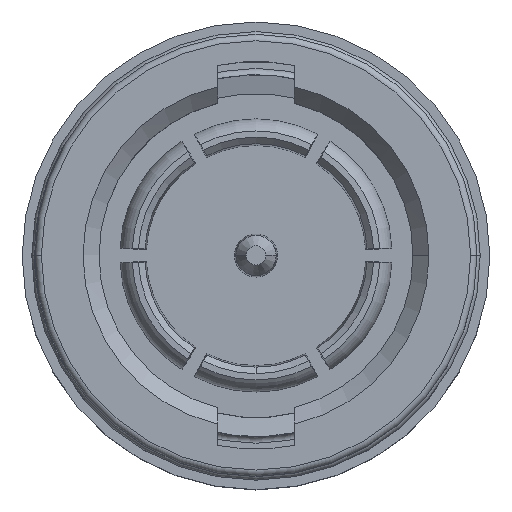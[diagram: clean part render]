
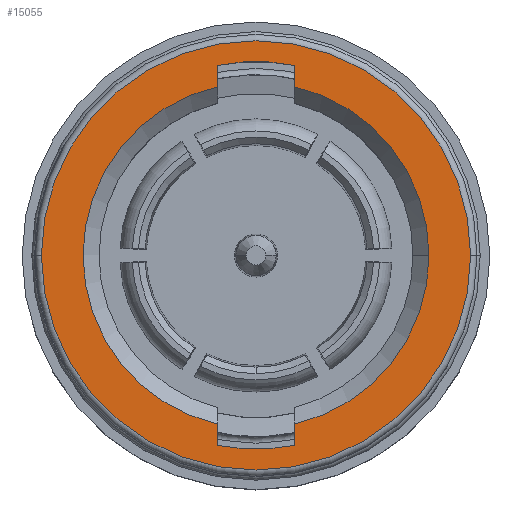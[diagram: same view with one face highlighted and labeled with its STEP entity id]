
A CAD part, top view. The second image highlights one B-rep face of the part: STEP entity #15055.
In plain terms, the highlighted planar face has unit normal (0, 0, 1).
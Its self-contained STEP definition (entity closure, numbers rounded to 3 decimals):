
#48 = CARTESIAN_POINT ( 'NONE',  ( 1.2, -5.93, 0.85 ) ) ;
#269 = CARTESIAN_POINT ( 'NONE',  ( -1.2, 5.265, 0.85 ) ) ;
#558 = EDGE_LOOP ( 'NONE', ( #14417, #5143 ) ) ;
#582 = VERTEX_POINT ( 'NONE', #3317 ) ;
#756 = VECTOR ( 'NONE', #2213, 1000. ) ;
#881 = VERTEX_POINT ( 'NONE', #9104 ) ;
#997 = EDGE_CURVE ( 'NONE', #9722, #8653, #13307, .T. ) ;
#1080 = VERTEX_POINT ( 'NONE', #14912 ) ;
#1324 = EDGE_LOOP ( 'NONE', ( #7825, #11160, #5124, #2405, #14398, #10782, #4942, #1819, #11507 ) ) ;
#1473 = DIRECTION ( 'NONE',  ( 0., 0., -1. ) ) ;
#1605 = EDGE_CURVE ( 'NONE', #582, #7080, #8088, .T. ) ;
#1819 = ORIENTED_EDGE ( 'NONE', *, *, #7883, .F. ) ;
#1848 = AXIS2_PLACEMENT_3D ( 'NONE', #13144, #5768, #14372 ) ;
#2156 = AXIS2_PLACEMENT_3D ( 'NONE', #2552, #11111, #3782 ) ;
#2213 = DIRECTION ( 'NONE',  ( 0., 1., 0. ) ) ;
#2405 = ORIENTED_EDGE ( 'NONE', *, *, #8805, .F. ) ;
#2431 = CARTESIAN_POINT ( 'NONE',  ( -1.2, 4.751, 0.85 ) ) ;
#2552 = CARTESIAN_POINT ( 'NONE',  ( 0., 0., 0.85 ) ) ;
#2761 = CARTESIAN_POINT ( 'NONE',  ( -1.2, -4.751, 0.85 ) ) ;
#2917 = CIRCLE ( 'NONE', #10287, 6.05 ) ;
#3078 = VERTEX_POINT ( 'NONE', #3901 ) ;
#3237 = CARTESIAN_POINT ( 'NONE',  ( 0., 0., 0.85 ) ) ;
#3317 = CARTESIAN_POINT ( 'NONE',  ( 5.4, 0., 0.85 ) ) ;
#3439 = CARTESIAN_POINT ( 'NONE',  ( -6.7, 0., 0.85 ) ) ;
#3766 = DIRECTION ( 'NONE',  ( 0., 0., 1. ) ) ;
#3782 = DIRECTION ( 'NONE',  ( -1., 0., 0. ) ) ;
#3901 = CARTESIAN_POINT ( 'NONE',  ( 1.2, -5.265, 0.85 ) ) ;
#4455 = DIRECTION ( 'NONE',  ( 1., 0., 0. ) ) ;
#4489 = EDGE_CURVE ( 'NONE', #1080, #7639, #14654, .T. ) ;
#4931 = DIRECTION ( 'NONE',  ( 0., 0., 1. ) ) ;
#4942 = ORIENTED_EDGE ( 'NONE', *, *, #7675, .F. ) ;
#5124 = ORIENTED_EDGE ( 'NONE', *, *, #1605, .F. ) ;
#5143 = ORIENTED_EDGE ( 'NONE', *, *, #997, .T. ) ;
#5383 = LINE ( 'NONE', #2761, #15232 ) ;
#5768 = DIRECTION ( 'NONE',  ( 0., 0., 1. ) ) ;
#5822 = LINE ( 'NONE', #7204, #11988 ) ;
#6119 = CIRCLE ( 'NONE', #2156, 6.7 ) ;
#6336 = CARTESIAN_POINT ( 'NONE',  ( -1.2, -5.93, 0.85 ) ) ;
#6410 = DIRECTION ( 'NONE',  ( 0., 0., 1. ) ) ;
#6705 = CARTESIAN_POINT ( 'NONE',  ( 6.7, 0., 0.85 ) ) ;
#6829 = EDGE_CURVE ( 'NONE', #11339, #13371, #2917, .T. ) ;
#7080 = VERTEX_POINT ( 'NONE', #12711 ) ;
#7204 = CARTESIAN_POINT ( 'NONE',  ( 1.2, -4.751, 0.85 ) ) ;
#7545 = PLANE ( 'NONE',  #7582 ) ;
#7582 = AXIS2_PLACEMENT_3D ( 'NONE', #8821, #1473, #10066 ) ;
#7639 = VERTEX_POINT ( 'NONE', #269 ) ;
#7675 = EDGE_CURVE ( 'NONE', #881, #11339, #5383, .T. ) ;
#7759 = AXIS2_PLACEMENT_3D ( 'NONE', #12445, #12459, #12498 ) ;
#7793 = AXIS2_PLACEMENT_3D ( 'NONE', #11088, #3766, #12346 ) ;
#7825 = ORIENTED_EDGE ( 'NONE', *, *, #8294, .F. ) ;
#7883 = EDGE_CURVE ( 'NONE', #7639, #881, #12882, .T. ) ;
#7957 = CIRCLE ( 'NONE', #14611, 5.4 ) ;
#7959 = CARTESIAN_POINT ( 'NONE',  ( 1.2, 5.93, 0.85 ) ) ;
#8088 = CIRCLE ( 'NONE', #8296, 5.4 ) ;
#8294 = EDGE_CURVE ( 'NONE', #10593, #1080, #11812, .T. ) ;
#8296 = AXIS2_PLACEMENT_3D ( 'NONE', #3237, #11803, #4455 ) ;
#8653 = VERTEX_POINT ( 'NONE', #3439 ) ;
#8805 = EDGE_CURVE ( 'NONE', #3078, #582, #7957, .T. ) ;
#8821 = CARTESIAN_POINT ( 'NONE',  ( 0., 0., 0.85 ) ) ;
#9104 = CARTESIAN_POINT ( 'NONE',  ( -1.2, -5.265, 0.85 ) ) ;
#9722 = VERTEX_POINT ( 'NONE', #6705 ) ;
#9831 = EDGE_CURVE ( 'NONE', #7080, #10593, #13439, .T. ) ;
#10066 = DIRECTION ( 'NONE',  ( -1., 0., 0. ) ) ;
#10287 = AXIS2_PLACEMENT_3D ( 'NONE', #12310, #4931, #13543 ) ;
#10549 = EDGE_CURVE ( 'NONE', #8653, #9722, #6119, .T. ) ;
#10593 = VERTEX_POINT ( 'NONE', #7959 ) ;
#10782 = ORIENTED_EDGE ( 'NONE', *, *, #6829, .F. ) ;
#10968 = VECTOR ( 'NONE', #14723, 1000. ) ;
#11088 = CARTESIAN_POINT ( 'NONE',  ( 0., 0., 0.85 ) ) ;
#11111 = DIRECTION ( 'NONE',  ( 0., 0., 1. ) ) ;
#11160 = ORIENTED_EDGE ( 'NONE', *, *, #9831, .F. ) ;
#11333 = DIRECTION ( 'NONE',  ( 0., -1., 0. ) ) ;
#11339 = VERTEX_POINT ( 'NONE', #6336 ) ;
#11507 = ORIENTED_EDGE ( 'NONE', *, *, #4489, .F. ) ;
#11803 = DIRECTION ( 'NONE',  ( 0., 0., 1. ) ) ;
#11812 = CIRCLE ( 'NONE', #7793, 6.05 ) ;
#11988 = VECTOR ( 'NONE', #13365, 1000. ) ;
#12310 = CARTESIAN_POINT ( 'NONE',  ( 0., 0., 0.85 ) ) ;
#12346 = DIRECTION ( 'NONE',  ( -1., 0., 0. ) ) ;
#12445 = CARTESIAN_POINT ( 'NONE',  ( 0., 0., 0.85 ) ) ;
#12459 = DIRECTION ( 'NONE',  ( 0., 0., 1. ) ) ;
#12498 = DIRECTION ( 'NONE',  ( -1., 0., 0. ) ) ;
#12711 = CARTESIAN_POINT ( 'NONE',  ( 1.2, 5.265, 0.85 ) ) ;
#12882 = CIRCLE ( 'NONE', #1848, 5.4 ) ;
#12919 = EDGE_CURVE ( 'NONE', #13371, #3078, #5822, .T. ) ;
#12962 = FACE_OUTER_BOUND ( 'NONE', #558, .T. ) ;
#13066 = CARTESIAN_POINT ( 'NONE',  ( 1.2, 4.751, 0.85 ) ) ;
#13144 = CARTESIAN_POINT ( 'NONE',  ( 0., 0., 0.85 ) ) ;
#13307 = CIRCLE ( 'NONE', #7759, 6.7 ) ;
#13365 = DIRECTION ( 'NONE',  ( 0., 1., 0. ) ) ;
#13371 = VERTEX_POINT ( 'NONE', #48 ) ;
#13439 = LINE ( 'NONE', #13066, #756 ) ;
#13543 = DIRECTION ( 'NONE',  ( 1., 0., 0. ) ) ;
#13802 = CARTESIAN_POINT ( 'NONE',  ( 0., 0., 0.85 ) ) ;
#14372 = DIRECTION ( 'NONE',  ( 1., 0., 0. ) ) ;
#14398 = ORIENTED_EDGE ( 'NONE', *, *, #12919, .F. ) ;
#14417 = ORIENTED_EDGE ( 'NONE', *, *, #10549, .T. ) ;
#14611 = AXIS2_PLACEMENT_3D ( 'NONE', #13802, #6410, #15052 ) ;
#14654 = LINE ( 'NONE', #2431, #10968 ) ;
#14723 = DIRECTION ( 'NONE',  ( 0., -1., 0. ) ) ;
#14912 = CARTESIAN_POINT ( 'NONE',  ( -1.2, 5.93, 0.85 ) ) ;
#15052 = DIRECTION ( 'NONE',  ( 1., 0., 0. ) ) ;
#15055 = ADVANCED_FACE ( 'NONE', ( #12962, #15851 ), #7545, .F. ) ;
#15232 = VECTOR ( 'NONE', #11333, 1000. ) ;
#15851 = FACE_BOUND ( 'NONE', #1324, .T. ) ;
